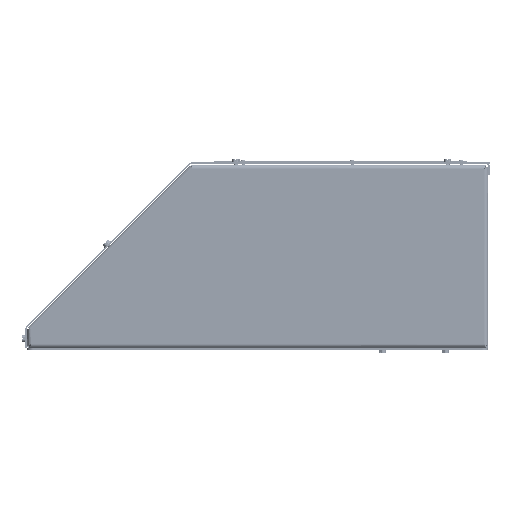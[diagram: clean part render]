
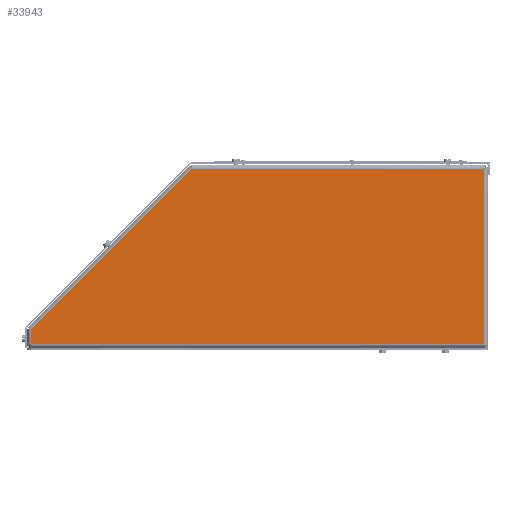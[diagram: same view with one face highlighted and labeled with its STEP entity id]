
A CAD part, left-side view. The second image highlights one B-rep face of the part: STEP entity #33943.
In plain terms, the highlighted planar face has unit normal (-1, 0, 0).
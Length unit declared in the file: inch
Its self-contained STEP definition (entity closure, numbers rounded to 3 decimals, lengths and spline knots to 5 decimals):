
#9285 = CARTESIAN_POINT ( 'NONE',  ( -32.22, 9.68324, 5.3253 ) ) ;
#13279 = CARTESIAN_POINT ( 'NONE',  ( -32.22, -103.903, 5.3253 ) ) ;
#14873 = EDGE_CURVE ( 'NONE', #446314, #431461, #277045, .T. ) ;
#28253 = DIRECTION ( 'NONE',  ( 0., 0.707, -0.707 ) ) ;
#33943 = ADVANCED_FACE ( 'NONE', ( #470604 ), #177946, .F. ) ;
#36564 = ORIENTED_EDGE ( 'NONE', *, *, #89901, .T. ) ;
#67342 = CARTESIAN_POINT ( 'NONE',  ( -32.22, -3.0753, -103.153 ) ) ;
#68899 = VECTOR ( 'NONE', #158495, 39.37008 ) ;
#69859 = EDGE_CURVE ( 'NONE', #420776, #446314, #412325, .T. ) ;
#72986 = DIRECTION ( 'NONE',  ( 1., 0., 0. ) ) ;
#86184 = CARTESIAN_POINT ( 'NONE',  ( -32.22, 117.5336, -2.3253 ) ) ;
#89901 = EDGE_CURVE ( 'NONE', #180466, #420776, #281721, .T. ) ;
#95901 = CARTESIAN_POINT ( 'NONE',  ( -32.22, 16.7059, 99.028 ) ) ;
#102041 = CARTESIAN_POINT ( 'NONE',  ( -32.22, -61.54035, 76.54889 ) ) ;
#129386 = DIRECTION ( 'NONE',  ( 0., 0., 1. ) ) ;
#158495 = DIRECTION ( 'NONE',  ( 0., 1., 0. ) ) ;
#165103 = DIRECTION ( 'NONE',  ( 0., 0., -1. ) ) ;
#174687 = CARTESIAN_POINT ( 'NONE',  ( -32.22, -3.0753, 5.3253 ) ) ;
#177356 = ORIENTED_EDGE ( 'NONE', *, *, #338521, .T. ) ;
#177946 = PLANE ( 'NONE',  #275739 ) ;
#180466 = VERTEX_POINT ( 'NONE', #450321 ) ;
#182565 = CARTESIAN_POINT ( 'NONE',  ( -32.22, 6.8153, 1.54512 ) ) ;
#191439 = ORIENTED_EDGE ( 'NONE', *, *, #302248, .T. ) ;
#221438 = VERTEX_POINT ( 'NONE', #9285 ) ;
#249738 = LINE ( 'NONE', #102041, #351837 ) ;
#268538 = EDGE_LOOP ( 'NONE', ( #36564, #339345, #355865, #177356, #191439 ) ) ;
#275739 = AXIS2_PLACEMENT_3D ( 'NONE', #182565, #72986, #432572 ) ;
#277045 = LINE ( 'NONE', #67342, #468103 ) ;
#281721 = LINE ( 'NONE', #95901, #435207 ) ;
#302248 = EDGE_CURVE ( 'NONE', #221438, #180466, #249738, .T. ) ;
#308464 = LINE ( 'NONE', #13279, #68899 ) ;
#338521 = EDGE_CURVE ( 'NONE', #431461, #221438, #308464, .T. ) ;
#339345 = ORIENTED_EDGE ( 'NONE', *, *, #69859, .T. ) ;
#351837 = VECTOR ( 'NONE', #28253, 39.37008 ) ;
#355865 = ORIENTED_EDGE ( 'NONE', *, *, #14873, .T. ) ;
#376702 = DIRECTION ( 'NONE',  ( 0., -1., 0. ) ) ;
#392332 = CARTESIAN_POINT ( 'NONE',  ( -32.22, -3.0753, -2.3253 ) ) ;
#412325 = LINE ( 'NONE', #86184, #425209 ) ;
#420776 = VERTEX_POINT ( 'NONE', #441679 ) ;
#425209 = VECTOR ( 'NONE', #376702, 39.37008 ) ;
#431461 = VERTEX_POINT ( 'NONE', #174687 ) ;
#432572 = DIRECTION ( 'NONE',  ( 0., 0., -1. ) ) ;
#435207 = VECTOR ( 'NONE', #165103, 39.37008 ) ;
#441679 = CARTESIAN_POINT ( 'NONE',  ( -32.22, 16.7059, -2.3253 ) ) ;
#446314 = VERTEX_POINT ( 'NONE', #392332 ) ;
#450321 = CARTESIAN_POINT ( 'NONE',  ( -32.22, 16.7059, -1.69736 ) ) ;
#468103 = VECTOR ( 'NONE', #129386, 39.37008 ) ;
#470604 = FACE_OUTER_BOUND ( 'NONE', #268538, .T. ) ;
